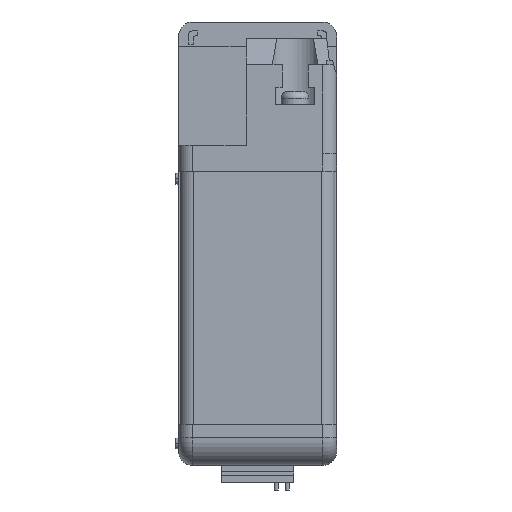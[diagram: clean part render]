
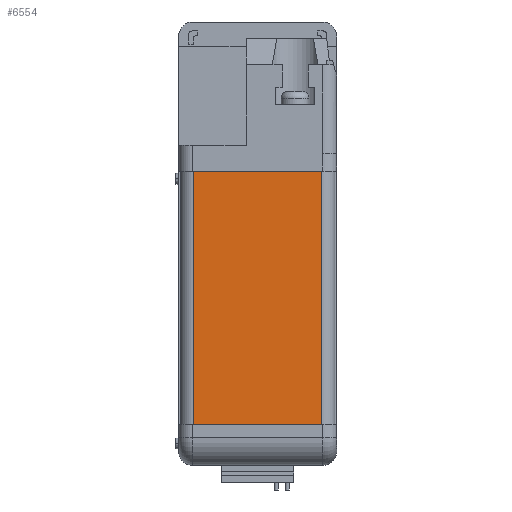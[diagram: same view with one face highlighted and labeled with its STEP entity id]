
A CAD part, front view. The second image highlights one B-rep face of the part: STEP entity #6554.
In plain terms, the highlighted planar face has unit normal (0, -1, 0).
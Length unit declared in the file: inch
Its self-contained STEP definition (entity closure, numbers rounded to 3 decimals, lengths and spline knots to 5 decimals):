
#648 = PLANE ( 'NONE',  #14227 ) ;
#949 = VERTEX_POINT ( 'NONE', #38361 ) ;
#1819 = EDGE_CURVE ( 'NONE', #28117, #20919, #24856, .T. ) ;
#3182 = EDGE_CURVE ( 'NONE', #949, #28117, #16765, .T. ) ;
#3293 = EDGE_LOOP ( 'NONE', ( #18288, #12806, #15410, #23850 ) ) ;
#4430 = EDGE_CURVE ( 'NONE', #949, #5567, #7619, .T. ) ;
#5567 = VERTEX_POINT ( 'NONE', #7159 ) ;
#5602 = FACE_OUTER_BOUND ( 'NONE', #3293, .T. ) ;
#6554 = ADVANCED_FACE ( 'NONE', ( #5602 ), #648, .T. ) ;
#7159 = CARTESIAN_POINT ( 'NONE',  ( 0.5775, -2.9375, -1.63 ) ) ;
#7619 = LINE ( 'NONE', #36664, #39988 ) ;
#10316 = DIRECTION ( 'NONE',  ( -1., 0., 0. ) ) ;
#10376 = CARTESIAN_POINT ( 'NONE',  ( -0.5775, -2.9375, 0.655 ) ) ;
#12806 = ORIENTED_EDGE ( 'NONE', *, *, #4430, .F. ) ;
#14227 = AXIS2_PLACEMENT_3D ( 'NONE', #35239, #16486, #38405 ) ;
#15181 = DIRECTION ( 'NONE',  ( -1., 0., 0. ) ) ;
#15410 = ORIENTED_EDGE ( 'NONE', *, *, #3182, .T. ) ;
#15963 = VECTOR ( 'NONE', #15181, 39.37008 ) ;
#16486 = DIRECTION ( 'NONE',  ( 0., -1., 0. ) ) ;
#16765 = LINE ( 'NONE', #29367, #25056 ) ;
#17364 = CARTESIAN_POINT ( 'NONE',  ( -0.5775, -2.9375, 0.655 ) ) ;
#17927 = DIRECTION ( 'NONE',  ( 0., 0., -1. ) ) ;
#18288 = ORIENTED_EDGE ( 'NONE', *, *, #32575, .F. ) ;
#20919 = VERTEX_POINT ( 'NONE', #24117 ) ;
#23850 = ORIENTED_EDGE ( 'NONE', *, *, #1819, .T. ) ;
#24117 = CARTESIAN_POINT ( 'NONE',  ( -0.5775, -2.9375, -1.63 ) ) ;
#24856 = LINE ( 'NONE', #17364, #31230 ) ;
#25056 = VECTOR ( 'NONE', #10316, 39.37008 ) ;
#28117 = VERTEX_POINT ( 'NONE', #10376 ) ;
#29367 = CARTESIAN_POINT ( 'NONE',  ( 0.5775, -2.9375, 0.655 ) ) ;
#31230 = VECTOR ( 'NONE', #36087, 39.37008 ) ;
#32575 = EDGE_CURVE ( 'NONE', #5567, #20919, #39043, .T. ) ;
#33979 = CARTESIAN_POINT ( 'NONE',  ( 0.5775, -2.9375, -1.63 ) ) ;
#35239 = CARTESIAN_POINT ( 'NONE',  ( 0.5775, -2.9375, 0.655 ) ) ;
#36087 = DIRECTION ( 'NONE',  ( 0., 0., -1. ) ) ;
#36664 = CARTESIAN_POINT ( 'NONE',  ( 0.5775, -2.9375, 0.655 ) ) ;
#38361 = CARTESIAN_POINT ( 'NONE',  ( 0.5775, -2.9375, 0.655 ) ) ;
#38405 = DIRECTION ( 'NONE',  ( 0., 0., -1. ) ) ;
#39043 = LINE ( 'NONE', #33979, #15963 ) ;
#39988 = VECTOR ( 'NONE', #17927, 39.37008 ) ;
